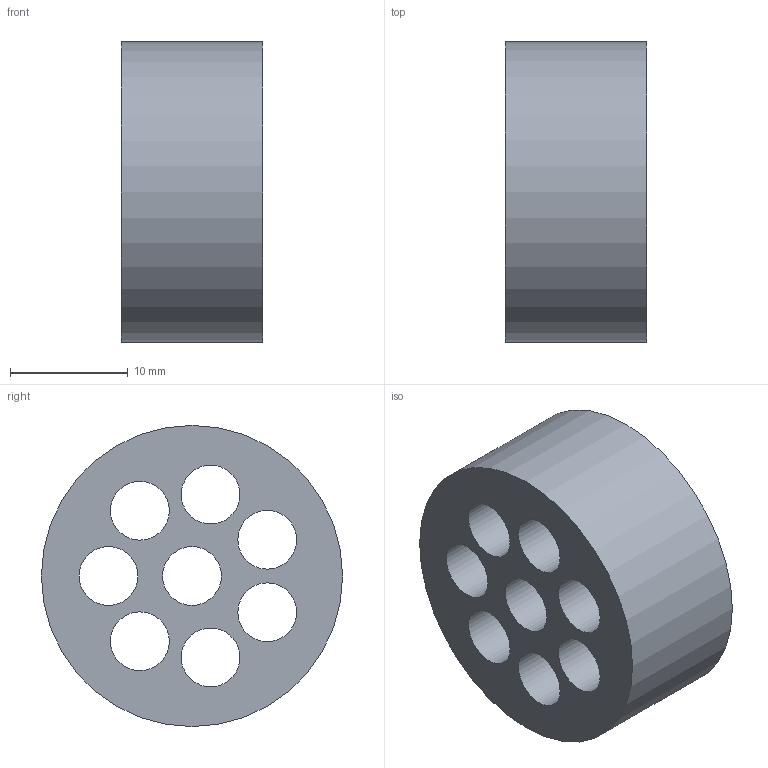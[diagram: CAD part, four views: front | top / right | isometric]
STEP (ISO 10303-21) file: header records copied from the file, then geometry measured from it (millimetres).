
FILE_DESCRIPTION( ( 'STEP AP214' ), '1' );
FILE_NAME( 'SKINTOP DIX-M 32 8x5 Art. Nr. 53332850.stp', '2020-06-02T12:10:43', ( 'License CC BY-ND 4.0' ), ( 'CADENAS' ), ' ', 'PARTsolutions', ' ' );
FILE_SCHEMA( ( 'AUTOMOTIVE_DESIGN { 1 0 10303 214 1 1 1 1 }' ) );
Length unit declared in the file: millimetre
Products named in the file (1): _SKINTOP DIX-M 32 8x5      Art. Nr. 53332850
Bounding box: 12 x 25.6 x 25.6 mm (x, y, z)
Volume: 4291.3 mm3; surface area: 3191.2 mm2
Topology: 1 solids, 1 shells, 37 faces, 99 edges, 66 vertices
Faces by surface type: cylinder 19, plane 18
Full cylindrical faces by diameter (mm): 5 x8, 25.6 x1
Entity records: 1470 total; most frequent: DIRECTION 204, CARTESIAN_POINT 194, ORIENTED_EDGE 180, EDGE_CURVE 90, AXIS2_PLACEMENT_3D 76, VERTEX_POINT 66, EDGE_LOOP 64, LINE 52
